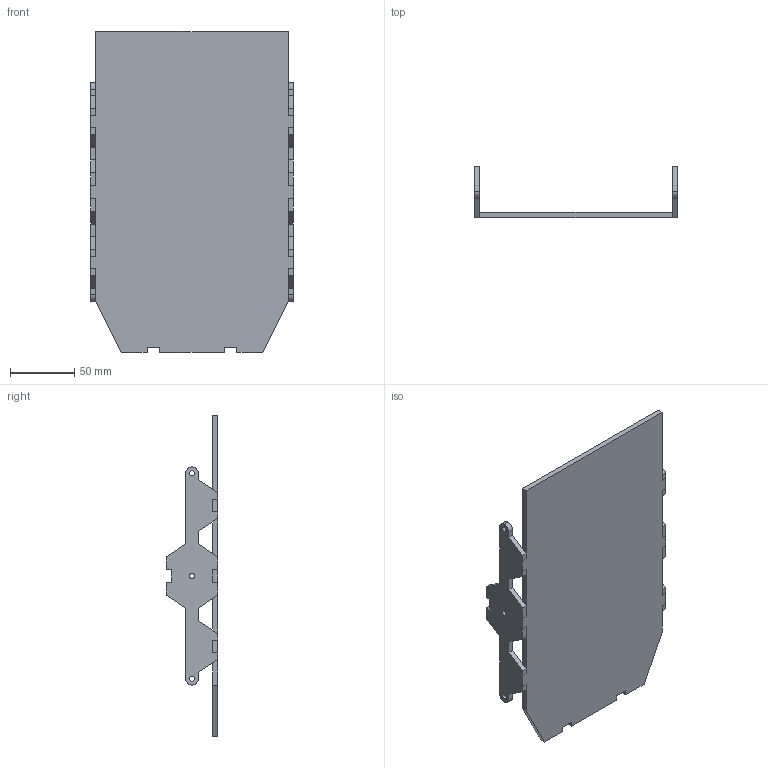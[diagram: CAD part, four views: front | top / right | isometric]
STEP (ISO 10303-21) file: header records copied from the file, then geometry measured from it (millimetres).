
FILE_DESCRIPTION (( 'STEP AP203' ), '1' );
FILE_NAME ('AssemPart_Klann_Base_Default_sldprt.STEP', '2021-01-29T15:51:31', ( '' ), ( '' ), 'SwSTEP 2.0', 'SolidWorks 2020', '' );
FILE_SCHEMA (( 'CONFIG_CONTROL_DESIGN' ));
Length unit declared in the file: millimetre
Products named in the file (1): AssemPart_Klann_Base_Default_sldprt
Bounding box: 158 x 40 x 250 mm (x, y, z)
Volume: 176086.7 mm3; surface area: 95259.8 mm2
Topology: 3 solids, 3 shells, 130 faces, 372 edges, 248 vertices
Faces by surface type: plane 112, cylinder 18
Entity records: 4289 total; most frequent: CARTESIAN_POINT 751, ORIENTED_EDGE 744, DIRECTION 670, EDGE_CURVE 372, VECTOR 336, LINE 336, VERTEX_POINT 248, AXIS2_PLACEMENT_3D 167
